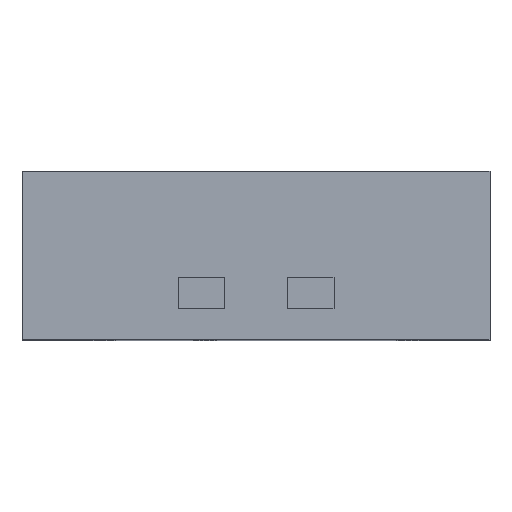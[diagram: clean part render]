
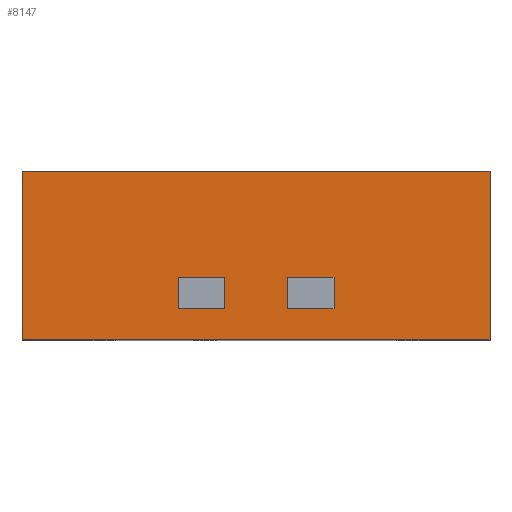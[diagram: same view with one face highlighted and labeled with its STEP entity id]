
A CAD part, top view. The second image highlights one B-rep face of the part: STEP entity #8147.
In plain terms, the highlighted planar face has unit normal (0, 0, 1).
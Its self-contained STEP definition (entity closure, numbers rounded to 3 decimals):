
#93 = EDGE_CURVE ( 'NONE', #560, #8023, #5599, .T. ) ;
#134 = FACE_BOUND ( 'NONE', #5652, .T. ) ;
#171 = DIRECTION ( 'NONE',  ( 0., -1., 0. ) ) ;
#228 = VERTEX_POINT ( 'NONE', #3232 ) ;
#242 = VECTOR ( 'NONE', #2566, 1000. ) ;
#244 = LINE ( 'NONE', #2130, #4479 ) ;
#429 = CARTESIAN_POINT ( 'NONE',  ( -0.1, 0.54, 0.75 ) ) ;
#525 = LINE ( 'NONE', #3073, #242 ) ;
#555 = EDGE_CURVE ( 'NONE', #943, #1044, #8197, .T. ) ;
#560 = VERTEX_POINT ( 'NONE', #3621 ) ;
#568 = CARTESIAN_POINT ( 'NONE',  ( 0.1, 0.54, 0.75 ) ) ;
#574 = ORIENTED_EDGE ( 'NONE', *, *, #7621, .F. ) ;
#587 = ORIENTED_EDGE ( 'NONE', *, *, #1193, .F. ) ;
#730 = VERTEX_POINT ( 'NONE', #3258 ) ;
#809 = LINE ( 'NONE', #1472, #3797 ) ;
#832 = ORIENTED_EDGE ( 'NONE', *, *, #2610, .F. ) ;
#844 = FACE_OUTER_BOUND ( 'NONE', #5374, .T. ) ;
#943 = VERTEX_POINT ( 'NONE', #1182 ) ;
#1036 = CARTESIAN_POINT ( 'NONE',  ( 0.1, 0.1, 0.75 ) ) ;
#1044 = VERTEX_POINT ( 'NONE', #5020 ) ;
#1182 = CARTESIAN_POINT ( 'NONE',  ( -0.75, 0.54, 0.75 ) ) ;
#1193 = EDGE_CURVE ( 'NONE', #228, #730, #2740, .T. ) ;
#1227 = LINE ( 'NONE', #429, #5613 ) ;
#1344 = VERTEX_POINT ( 'NONE', #4873 ) ;
#1393 = EDGE_CURVE ( 'NONE', #1044, #8023, #4446, .T. ) ;
#1472 = CARTESIAN_POINT ( 'NONE',  ( -0.75, 0.2, 0.75 ) ) ;
#1600 = EDGE_CURVE ( 'NONE', #5787, #228, #2318, .T. ) ;
#1834 = CARTESIAN_POINT ( 'NONE',  ( -0.75, 0., 0.75 ) ) ;
#2057 = CARTESIAN_POINT ( 'NONE',  ( 0.25, 0.1, 0.75 ) ) ;
#2066 = VECTOR ( 'NONE', #3824, 1000. ) ;
#2130 = CARTESIAN_POINT ( 'NONE',  ( 0.25, 0.54, 0.75 ) ) ;
#2134 = AXIS2_PLACEMENT_3D ( 'NONE', #5402, #4752, #4152 ) ;
#2203 = ORIENTED_EDGE ( 'NONE', *, *, #93, .F. ) ;
#2268 = CARTESIAN_POINT ( 'NONE',  ( 0.75, 0.54, 0.75 ) ) ;
#2293 = DIRECTION ( 'NONE',  ( 0., -1., 0. ) ) ;
#2318 = LINE ( 'NONE', #5732, #5514 ) ;
#2517 = ORIENTED_EDGE ( 'NONE', *, *, #555, .T. ) ;
#2566 = DIRECTION ( 'NONE',  ( -1., 0., 0. ) ) ;
#2610 = EDGE_CURVE ( 'NONE', #1344, #3703, #3779, .T. ) ;
#2740 = LINE ( 'NONE', #8015, #5541 ) ;
#2751 = EDGE_LOOP ( 'NONE', ( #2899, #574, #3308, #832 ) ) ;
#2812 = ORIENTED_EDGE ( 'NONE', *, *, #4837, .F. ) ;
#2899 = ORIENTED_EDGE ( 'NONE', *, *, #3180, .F. ) ;
#3073 = CARTESIAN_POINT ( 'NONE',  ( -0.75, 0.1, 0.75 ) ) ;
#3180 = EDGE_CURVE ( 'NONE', #5327, #1344, #809, .T. ) ;
#3232 = CARTESIAN_POINT ( 'NONE',  ( -0.25, 0.2, 0.75 ) ) ;
#3258 = CARTESIAN_POINT ( 'NONE',  ( -0.25, 0.1, 0.75 ) ) ;
#3308 = ORIENTED_EDGE ( 'NONE', *, *, #5779, .T. ) ;
#3482 = VECTOR ( 'NONE', #5684, 1000. ) ;
#3621 = CARTESIAN_POINT ( 'NONE',  ( 0.75, 0.54, 0.75 ) ) ;
#3703 = VERTEX_POINT ( 'NONE', #1036 ) ;
#3707 = DIRECTION ( 'NONE',  ( 0., 1., 0. ) ) ;
#3779 = LINE ( 'NONE', #568, #2066 ) ;
#3797 = VECTOR ( 'NONE', #7371, 1000. ) ;
#3824 = DIRECTION ( 'NONE',  ( 0., -1., 0. ) ) ;
#3944 = ORIENTED_EDGE ( 'NONE', *, *, #8516, .F. ) ;
#4120 = CARTESIAN_POINT ( 'NONE',  ( -0.75, 0.54, 0.75 ) ) ;
#4152 = DIRECTION ( 'NONE',  ( -1., 0., 0. ) ) ;
#4446 = LINE ( 'NONE', #1834, #5641 ) ;
#4479 = VECTOR ( 'NONE', #7395, 1000. ) ;
#4483 = DIRECTION ( 'NONE',  ( 1., 0., 0. ) ) ;
#4616 = CARTESIAN_POINT ( 'NONE',  ( -0.75, 0.54, 0.75 ) ) ;
#4752 = DIRECTION ( 'NONE',  ( 0., 0., -1. ) ) ;
#4837 = EDGE_CURVE ( 'NONE', #7702, #5787, #1227, .T. ) ;
#4873 = CARTESIAN_POINT ( 'NONE',  ( 0.1, 0.2, 0.75 ) ) ;
#5020 = CARTESIAN_POINT ( 'NONE',  ( -0.75, 0., 0.75 ) ) ;
#5040 = VERTEX_POINT ( 'NONE', #2057 ) ;
#5044 = CARTESIAN_POINT ( 'NONE',  ( -0.1, 0.1, 0.75 ) ) ;
#5071 = LINE ( 'NONE', #5793, #7399 ) ;
#5131 = DIRECTION ( 'NONE',  ( -1., 0., 0. ) ) ;
#5145 = DIRECTION ( 'NONE',  ( 1., 0., 0. ) ) ;
#5327 = VERTEX_POINT ( 'NONE', #8352 ) ;
#5333 = EDGE_CURVE ( 'NONE', #7702, #730, #525, .T. ) ;
#5374 = EDGE_LOOP ( 'NONE', ( #7066, #2203, #3944, #2517 ) ) ;
#5402 = CARTESIAN_POINT ( 'NONE',  ( -0.75, 0.54, 0.75 ) ) ;
#5514 = VECTOR ( 'NONE', #5131, 1000. ) ;
#5541 = VECTOR ( 'NONE', #171, 1000. ) ;
#5581 = VECTOR ( 'NONE', #2293, 1000. ) ;
#5599 = LINE ( 'NONE', #2268, #3482 ) ;
#5613 = VECTOR ( 'NONE', #3707, 1000. ) ;
#5641 = VECTOR ( 'NONE', #4483, 1000. ) ;
#5652 = EDGE_LOOP ( 'NONE', ( #8130, #2812, #8478, #587 ) ) ;
#5684 = DIRECTION ( 'NONE',  ( 0., -1., 0. ) ) ;
#5711 = CARTESIAN_POINT ( 'NONE',  ( -0.1, 0.2, 0.75 ) ) ;
#5732 = CARTESIAN_POINT ( 'NONE',  ( -0.75, 0.2, 0.75 ) ) ;
#5779 = EDGE_CURVE ( 'NONE', #5040, #3703, #5071, .T. ) ;
#5787 = VERTEX_POINT ( 'NONE', #5711 ) ;
#5793 = CARTESIAN_POINT ( 'NONE',  ( -0.75, 0.1, 0.75 ) ) ;
#7066 = ORIENTED_EDGE ( 'NONE', *, *, #1393, .T. ) ;
#7371 = DIRECTION ( 'NONE',  ( -1., 0., 0. ) ) ;
#7395 = DIRECTION ( 'NONE',  ( 0., 1., 0. ) ) ;
#7399 = VECTOR ( 'NONE', #8377, 1000. ) ;
#7411 = FACE_BOUND ( 'NONE', #2751, .T. ) ;
#7517 = VECTOR ( 'NONE', #5145, 1000. ) ;
#7621 = EDGE_CURVE ( 'NONE', #5040, #5327, #244, .T. ) ;
#7702 = VERTEX_POINT ( 'NONE', #5044 ) ;
#8015 = CARTESIAN_POINT ( 'NONE',  ( -0.25, 0.54, 0.75 ) ) ;
#8023 = VERTEX_POINT ( 'NONE', #8449 ) ;
#8112 = PLANE ( 'NONE',  #2134 ) ;
#8130 = ORIENTED_EDGE ( 'NONE', *, *, #1600, .F. ) ;
#8147 = ADVANCED_FACE ( 'NONE', ( #134, #844, #7411 ), #8112, .F. ) ;
#8197 = LINE ( 'NONE', #4120, #5581 ) ;
#8352 = CARTESIAN_POINT ( 'NONE',  ( 0.25, 0.2, 0.75 ) ) ;
#8377 = DIRECTION ( 'NONE',  ( -1., 0., 0. ) ) ;
#8414 = LINE ( 'NONE', #4616, #7517 ) ;
#8449 = CARTESIAN_POINT ( 'NONE',  ( 0.75, 0., 0.75 ) ) ;
#8478 = ORIENTED_EDGE ( 'NONE', *, *, #5333, .T. ) ;
#8516 = EDGE_CURVE ( 'NONE', #943, #560, #8414, .T. ) ;
